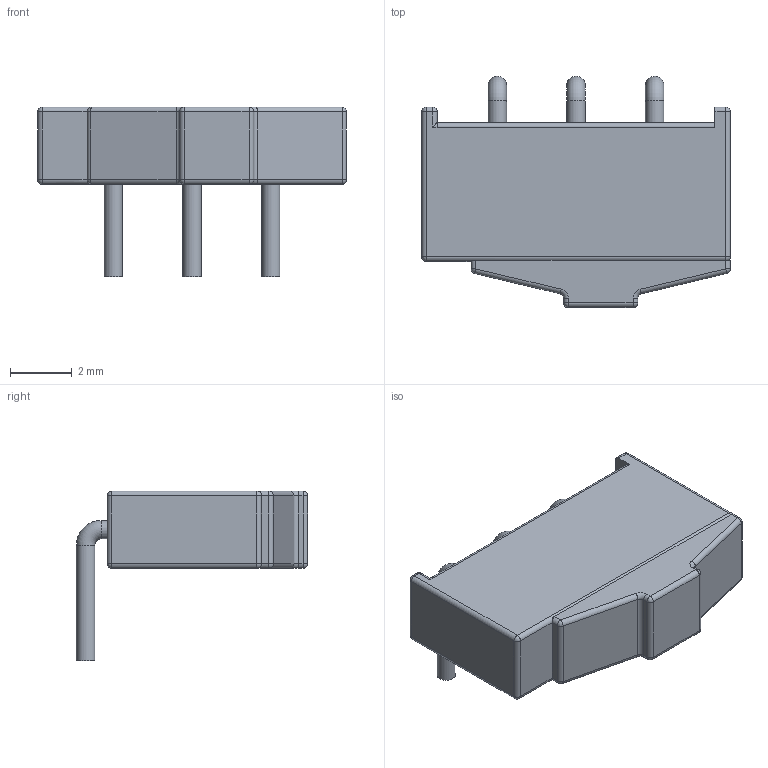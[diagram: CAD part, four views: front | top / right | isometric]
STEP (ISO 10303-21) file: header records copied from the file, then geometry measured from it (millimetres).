
FILE_DESCRIPTION(('FreeCAD Model'),'2;1');
FILE_NAME('slide-sw-spdt-right-angle.step','2016-07-22T15:22:09',('Author'),(''), 'Open CASCADE STEP processor 6.8','FreeCAD','Unknown');
FILE_SCHEMA(('AUTOMOTIVE_DESIGN_CC2 { 1 2 10303 214 -1 1 5 4 }'));
Length unit declared in the file: inch
Products named in the file (2): ASSEMBLY; slide-sw-right-angle
Assembly tree (1 placements, depth 2):
  ASSEMBLY
    slide-sw-right-angle
Bounding box: 10 x 7.49 x 5.5 mm (x, y, z)
Volume: 137.5 mm3; surface area: 213.9 mm2
Topology: 1 solids, 1 shells, 95 faces, 220 edges, 112 vertices
Faces by surface type: cylinder 47, plane 23, sphere 18, torus 7
Full cylindrical faces by diameter (mm): 0.6 x6
Entity records: 5904 total; most frequent: CARTESIAN_POINT 1155, DIRECTION 768, ORIENTED_EDGE 404, PCURVE 404, DEFINITIONAL_REPRESENTATION 404, LINE 362, VECTOR 362, EDGE_CURVE 202
